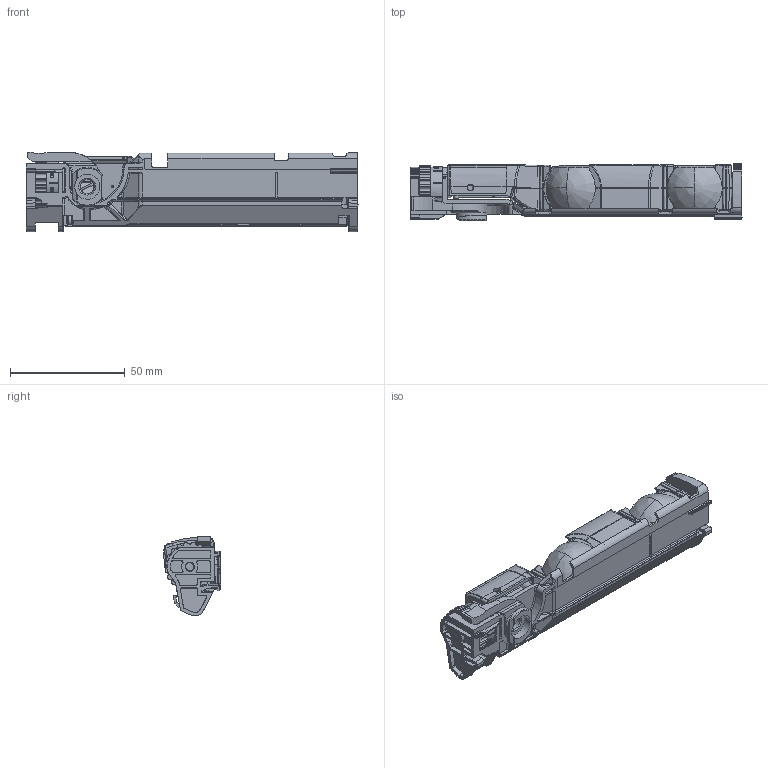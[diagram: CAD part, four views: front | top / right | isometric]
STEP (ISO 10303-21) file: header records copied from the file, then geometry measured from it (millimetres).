
FILE_DESCRIPTION((''),'2;1');
FILE_NAME('CAD1631_1','2012-02-23T',('dhelisch'),(''),'PRO/ENGINEER BY PARAMETRIC TECHNOLOGY CORPORATION, 2007250','PRO/ENGINEER BY PARAMETRIC TECHNOLOGY CORPORATION, 2007250','');
FILE_SCHEMA(('CONFIG_CONTROL_DESIGN'));
Products named in the file (1): CAD1631_1
Bounding box: 144.9 x 24.98 x 34.7 mm (x, y, z)
Surface area: 40667.3 mm2 (no closed solid volume)
Topology: 0 solids, 1 shells, 3048 faces, 8547 edges, 5493 vertices
Faces by surface type: plane 1345, cylinder 882, bspline 308, cone 226, torus 141, extrusion 107, sphere 39
Entity records: 112121 total; most frequent: CARTESIAN_POINT 38593, ORIENTED_EDGE 16998, DIRECTION 13014, EDGE_CURVE 8500, VERTEX_POINT 5493, AXIS2_PLACEMENT_3D 4359, VECTOR 4296, LINE 4189
